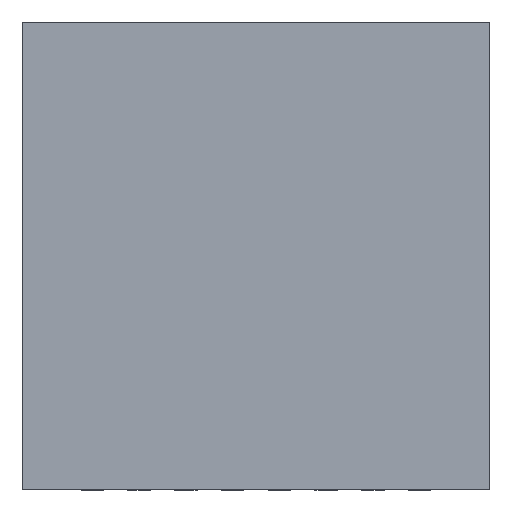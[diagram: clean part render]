
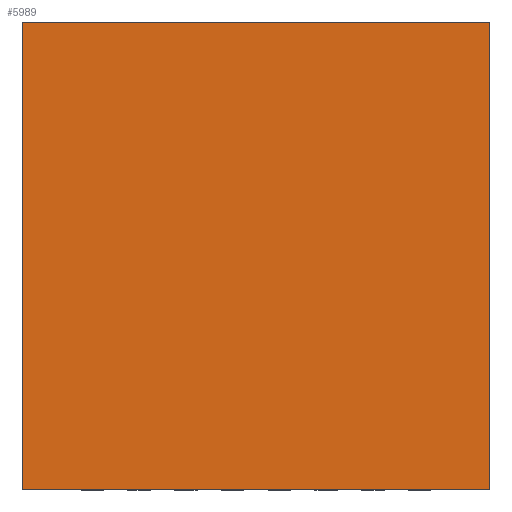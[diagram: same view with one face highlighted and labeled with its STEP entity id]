
A CAD part, top view. The second image highlights one B-rep face of the part: STEP entity #5989.
In plain terms, the highlighted face is planar.
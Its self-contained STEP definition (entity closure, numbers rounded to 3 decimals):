
#2747=DIRECTION('',(0.,0.,1.));
#2748=VECTOR('',#2747,5.);
#2749=CARTESIAN_POINT('',(-2.5,0.775,-2.5));
#2750=LINE('',#2749,#2748);
#2754=DIRECTION('',(-1.,0.,0.));
#2755=VECTOR('',#2754,5.);
#2756=CARTESIAN_POINT('',(2.5,0.775,-2.5));
#2757=LINE('',#2756,#2755);
#2761=DIRECTION('',(0.,0.,-1.));
#2762=VECTOR('',#2761,5.);
#2763=CARTESIAN_POINT('',(2.5,0.775,2.5));
#2764=LINE('',#2763,#2762);
#2768=DIRECTION('',(1.,0.,0.));
#2769=VECTOR('',#2768,5.);
#2770=CARTESIAN_POINT('',(-2.5,0.775,2.5));
#2771=LINE('',#2770,#2769);
#3559=CARTESIAN_POINT('',(-2.5,0.775,-2.5));
#3560=CARTESIAN_POINT('',(-2.5,0.775,2.5));
#3561=VERTEX_POINT('',#3559);
#3562=VERTEX_POINT('',#3560);
#3563=CARTESIAN_POINT('',(2.5,0.775,2.5));
#3564=VERTEX_POINT('',#3563);
#3565=CARTESIAN_POINT('',(2.5,0.775,-2.5));
#3566=VERTEX_POINT('',#3565);
#5978=CARTESIAN_POINT('',(0.,0.775,0.));
#5979=DIRECTION('',(0.,1.,0.));
#5980=DIRECTION('',(1.,0.,0.));
#5981=AXIS2_PLACEMENT_3D('',#5978,#5979,#5980);
#5982=PLANE('',#5981);
#5983=ORIENTED_EDGE('',*,*,#5525,.F.);
#5984=ORIENTED_EDGE('',*,*,#4740,.F.);
#5985=ORIENTED_EDGE('',*,*,#5193,.F.);
#5986=ORIENTED_EDGE('',*,*,#5334,.F.);
#5987=EDGE_LOOP('',(#5983,#5984,#5985,#5986));
#5988=FACE_OUTER_BOUND('',#5987,.F.);
#4740=EDGE_CURVE('',#3566,#3561,#2757,.T.);
#5193=EDGE_CURVE('',#3564,#3566,#2764,.T.);
#5334=EDGE_CURVE('',#3562,#3564,#2771,.T.);
#5525=EDGE_CURVE('',#3561,#3562,#2750,.T.);
#5989=ADVANCED_FACE('',(#5988),#5982,.T.);
